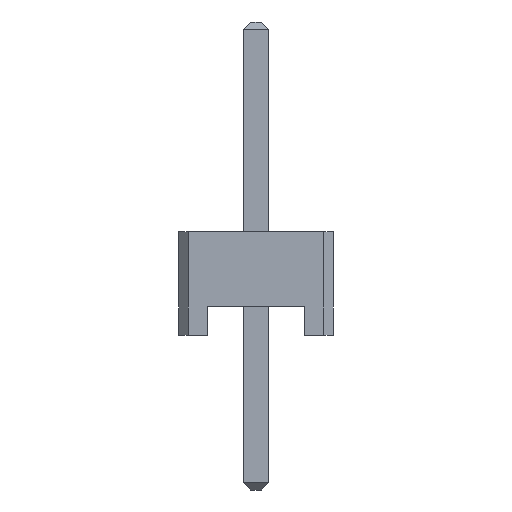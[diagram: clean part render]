
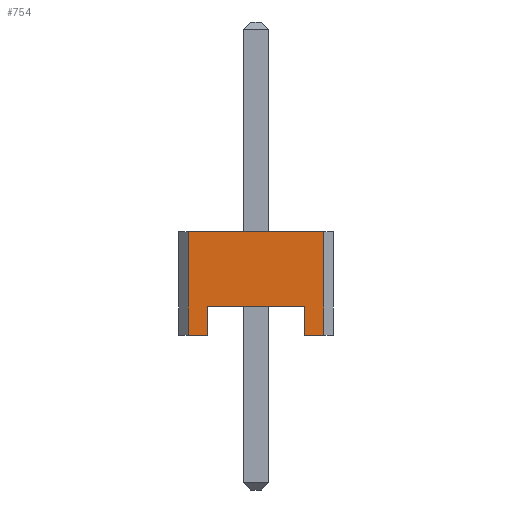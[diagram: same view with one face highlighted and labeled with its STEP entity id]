
A CAD part, left-side view. The second image highlights one B-rep face of the part: STEP entity #754.
In plain terms, the highlighted planar face has unit normal (-1, 0, 0).
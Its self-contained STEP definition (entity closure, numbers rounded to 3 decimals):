
#13 = CARTESIAN_POINT ( 'NONE',  ( -6.35, -0.75, 0.2 ) ) ;
#77 = VECTOR ( 'NONE', #287, 1000. ) ;
#106 = EDGE_CURVE ( 'NONE', #7744, #2049, #4010, .T. ) ;
#193 = CARTESIAN_POINT ( 'NONE',  ( -6.35, 0.75, 0.45 ) ) ;
#287 = DIRECTION ( 'NONE',  ( 0., 0., -1. ) ) ;
#373 = DIRECTION ( 'NONE',  ( 0., 1., 0. ) ) ;
#412 = PLANE ( 'NONE',  #511 ) ;
#503 = ORIENTED_EDGE ( 'NONE', *, *, #106, .F. ) ;
#511 = AXIS2_PLACEMENT_3D ( 'NONE', #2948, #6405, #5933 ) ;
#544 = CARTESIAN_POINT ( 'NONE',  ( -6.35, 0., 0.45 ) ) ;
#754 = ADVANCED_FACE ( 'NONE', ( #2168 ), #412, .T. ) ;
#808 = VECTOR ( 'NONE', #4022, 1000. ) ;
#809 = CARTESIAN_POINT ( 'NONE',  ( -6.35, -1.05, 1.6 ) ) ;
#1021 = EDGE_CURVE ( 'NONE', #4845, #2063, #1690, .T. ) ;
#1342 = CARTESIAN_POINT ( 'NONE',  ( -6.35, 0.75, 0. ) ) ;
#1635 = EDGE_CURVE ( 'NONE', #6440, #2049, #6354, .T. ) ;
#1690 = LINE ( 'NONE', #809, #77 ) ;
#1724 = LINE ( 'NONE', #6963, #4555 ) ;
#1910 = VERTEX_POINT ( 'NONE', #3988 ) ;
#1920 = EDGE_LOOP ( 'NONE', ( #503, #6720, #2335, #4424, #3746, #6444, #4618, #2159 ) ) ;
#2049 = VERTEX_POINT ( 'NONE', #6601 ) ;
#2063 = VERTEX_POINT ( 'NONE', #6629 ) ;
#2159 = ORIENTED_EDGE ( 'NONE', *, *, #1635, .T. ) ;
#2168 = FACE_OUTER_BOUND ( 'NONE', #1920, .T. ) ;
#2246 = VERTEX_POINT ( 'NONE', #193 ) ;
#2280 = EDGE_CURVE ( 'NONE', #2063, #1910, #7049, .T. ) ;
#2335 = ORIENTED_EDGE ( 'NONE', *, *, #6789, .T. ) ;
#2651 = VECTOR ( 'NONE', #6859, 1000. ) ;
#2667 = CARTESIAN_POINT ( 'NONE',  ( -6.35, 5.73, 0. ) ) ;
#2775 = VECTOR ( 'NONE', #4068, 1000. ) ;
#2788 = VERTEX_POINT ( 'NONE', #5471 ) ;
#2948 = CARTESIAN_POINT ( 'NONE',  ( -6.35, 5.73, 1.6 ) ) ;
#3014 = EDGE_CURVE ( 'NONE', #1910, #2788, #4434, .T. ) ;
#3228 = LINE ( 'NONE', #544, #4631 ) ;
#3488 = CARTESIAN_POINT ( 'NONE',  ( -6.35, 0.75, 0.2 ) ) ;
#3746 = ORIENTED_EDGE ( 'NONE', *, *, #2280, .F. ) ;
#3988 = CARTESIAN_POINT ( 'NONE',  ( -6.35, -0.75, 0. ) ) ;
#4010 = LINE ( 'NONE', #5153, #808 ) ;
#4022 = DIRECTION ( 'NONE',  ( 0., 1., 0. ) ) ;
#4068 = DIRECTION ( 'NONE',  ( 0., 0., 1. ) ) ;
#4237 = DIRECTION ( 'NONE',  ( 0., 0., 1. ) ) ;
#4424 = ORIENTED_EDGE ( 'NONE', *, *, #3014, .F. ) ;
#4434 = LINE ( 'NONE', #13, #5821 ) ;
#4555 = VECTOR ( 'NONE', #373, 1000. ) ;
#4618 = ORIENTED_EDGE ( 'NONE', *, *, #5725, .T. ) ;
#4631 = VECTOR ( 'NONE', #6524, 1000. ) ;
#4845 = VERTEX_POINT ( 'NONE', #5804 ) ;
#4913 = EDGE_CURVE ( 'NONE', #7744, #2246, #7539, .T. ) ;
#5153 = CARTESIAN_POINT ( 'NONE',  ( -6.35, 5.73, 0. ) ) ;
#5471 = CARTESIAN_POINT ( 'NONE',  ( -6.35, -0.75, 0.45 ) ) ;
#5725 = EDGE_CURVE ( 'NONE', #4845, #6440, #1724, .T. ) ;
#5804 = CARTESIAN_POINT ( 'NONE',  ( -6.35, -1.05, 1.6 ) ) ;
#5821 = VECTOR ( 'NONE', #4237, 1000. ) ;
#5933 = DIRECTION ( 'NONE',  ( 0., -1., 0. ) ) ;
#6128 = CARTESIAN_POINT ( 'NONE',  ( -6.35, 1.05, 1.6 ) ) ;
#6170 = VECTOR ( 'NONE', #6723, 1000. ) ;
#6354 = LINE ( 'NONE', #6128, #6170 ) ;
#6405 = DIRECTION ( 'NONE',  ( -1., 0., 0. ) ) ;
#6440 = VERTEX_POINT ( 'NONE', #7447 ) ;
#6444 = ORIENTED_EDGE ( 'NONE', *, *, #1021, .F. ) ;
#6524 = DIRECTION ( 'NONE',  ( 0., -1., 0. ) ) ;
#6601 = CARTESIAN_POINT ( 'NONE',  ( -6.35, 1.05, 0. ) ) ;
#6629 = CARTESIAN_POINT ( 'NONE',  ( -6.35, -1.05, 0. ) ) ;
#6720 = ORIENTED_EDGE ( 'NONE', *, *, #4913, .T. ) ;
#6723 = DIRECTION ( 'NONE',  ( 0., 0., -1. ) ) ;
#6789 = EDGE_CURVE ( 'NONE', #2246, #2788, #3228, .T. ) ;
#6859 = DIRECTION ( 'NONE',  ( 0., 1., 0. ) ) ;
#6963 = CARTESIAN_POINT ( 'NONE',  ( -6.35, 5.73, 1.6 ) ) ;
#7049 = LINE ( 'NONE', #2667, #2651 ) ;
#7447 = CARTESIAN_POINT ( 'NONE',  ( -6.35, 1.05, 1.6 ) ) ;
#7539 = LINE ( 'NONE', #3488, #2775 ) ;
#7744 = VERTEX_POINT ( 'NONE', #1342 ) ;
